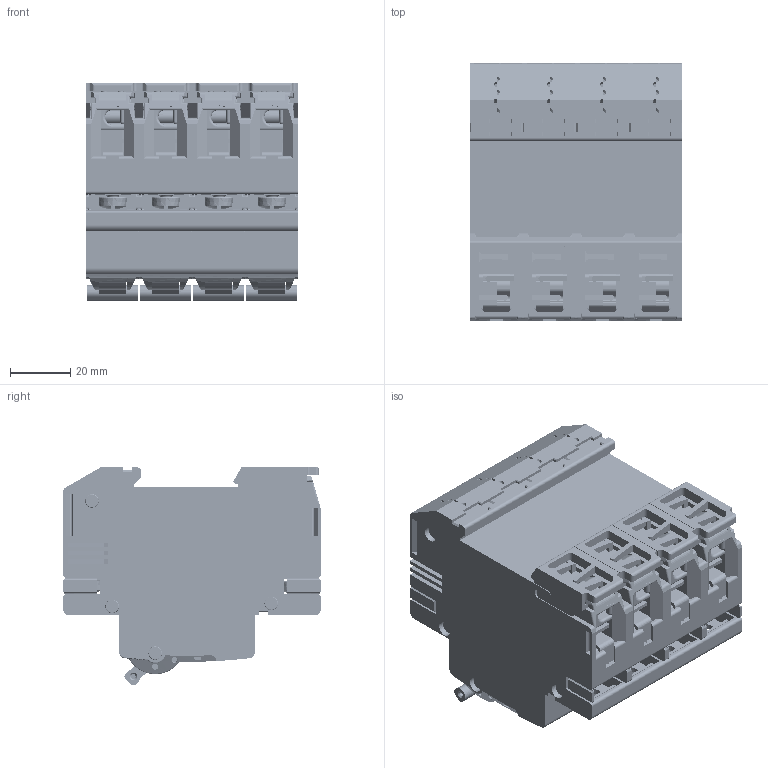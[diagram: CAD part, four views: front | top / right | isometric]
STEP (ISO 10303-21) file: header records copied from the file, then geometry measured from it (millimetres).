
FILE_DESCRIPTION((''),'2;1');
FILE_NAME('002142501_ETIMAT_6_2P_ASM','2022-07-15T11:27:26',('klemen.sitar'),('Audax d.o.o.'),'CREO PARAMETRIC BY PTC INC, 2021304','CREO PARAMETRIC BY PTC INC, 2021304','');
FILE_SCHEMA(('AP242_MANAGED_MODEL_BASED_3D_ENGINEERING_MIM_LF { 1 0 10303 442 1 1 4 }'));
Products named in the file (39): 0000001479_1_1; 0000001493_1_1; 0000001439_1_1; 0000001446_1-151515_1; 0000000470_1_1; 0000001499_1_1; 0000001444_ASM_1_ASM_1_ASM; 0000001458_1-176421_1; 0000001425_ASM_1_ASM_1_ASM; 0000000326_AF0_1_1; 0000000326_AF1_1_1; 0000000326_AF2_1_1; 0000000326_AF3_1_1; 0000000330_AF0_1_1; 0000001562_1-240034_1; PRT0001_1; H7_11MM_USED_FOR_ETIMAT_1_1; H7_11MM_USED_FOR_ETIMAT_1_2; H7_11MM_USED_FOR_ETIMAT_1_3; H7_11MM_USED_FOR_ETIMAT_1_ASM; T1_ASM_1_ASM; 0000001479_1_1_1; 0000001493_1_1_1; 0000001439_1_1_1; 0000001446_1-151515_1_1; 0000000470_1_1_1; 0000001499_1_1_1; 0000001444_ASM_1_ASM_1_ASM_1_ASM; 0000001458_1-176421_1_1; 0000001425_ASM_1_ASM_1_ASM_1_ASM; 0000000326_AF0_1_1_1; 0000000326_AF1_1_1_1; 0000000326_AF2_1_1_1; 0000000326_AF3_1_1_1; 0000000330_AF0_1_1_1; 0000001562_1-240034_1_1; PRT0001_1_1; 002141501_ETIMAT_6_1P_ASM_1_ASM; 002142501_ETIMAT_6_2P_ASM
Assembly tree (44 placements, depth 4):
  002142501_ETIMAT_6_2P_ASM
    T1_ASM_1_ASM
      0000001479_1_1
      0000001493_1_1
      0000001439_1_1
      0000001444_ASM_1_ASM_1_ASM
        0000001446_1-151515_1
        0000000470_1_1
        0000001499_1_1
      0000001425_ASM_1_ASM_1_ASM
        0000001458_1-176421_1
        0000000470_1_1
        0000001499_1_1
      0000000326_AF0_1_1
      0000000326_AF1_1_1
      0000000326_AF2_1_1
      0000000326_AF3_1_1
      0000000330_AF0_1_1
      0000001562_1-240034_1
      PRT0001_1
      H7_11MM_USED_FOR_ETIMAT_1_ASM
        H7_11MM_USED_FOR_ETIMAT_1_1
        H7_11MM_USED_FOR_ETIMAT_1_2
        H7_11MM_USED_FOR_ETIMAT_1_3
    002141501_ETIMAT_6_1P_ASM_1_ASM  x3
      0000001479_1_1_1
      0000001493_1_1_1
      0000001439_1_1_1
      0000001444_ASM_1_ASM_1_ASM_1_ASM
        0000001446_1-151515_1_1
        0000000470_1_1_1
        0000001499_1_1_1
      0000001425_ASM_1_ASM_1_ASM_1_ASM
        0000001458_1-176421_1_1
        0000000470_1_1_1
        0000001499_1_1_1
      0000000326_AF0_1_1_1
      0000000326_AF1_1_1_1
      0000000326_AF2_1_1_1
      0000000326_AF3_1_1_1
      0000000330_AF0_1_1_1
      0000001562_1-240034_1_1
      PRT0001_1_1
Bounding box: 70.4 x 85.4 x 72.63 mm (x, y, z)
Volume: 127081.7 mm3; surface area: 169102.1 mm2
Topology: 67 solids, 83 shells, 11589 faces, 33470 edges, 22605 vertices
Faces by surface type: plane 9114, cylinder 1751, torus 328, cone 224, bspline 80, extrusion 68, sphere 24
Entity records: 254414 total; most frequent: CARTESIAN_POINT 43101, ORIENTED_EDGE 31480, DIRECTION 31098, PRESENTATION_STYLE_ASSIGNMENT 15962, STYLED_ITEM 15962, EDGE_CURVE 15748, CURVE_STYLE 15414, VECTOR 12992
